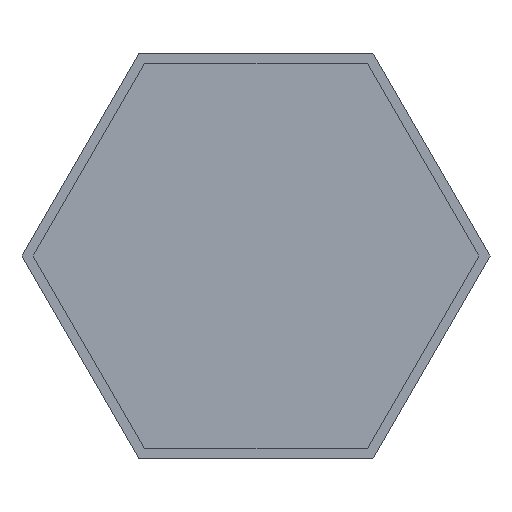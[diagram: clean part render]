
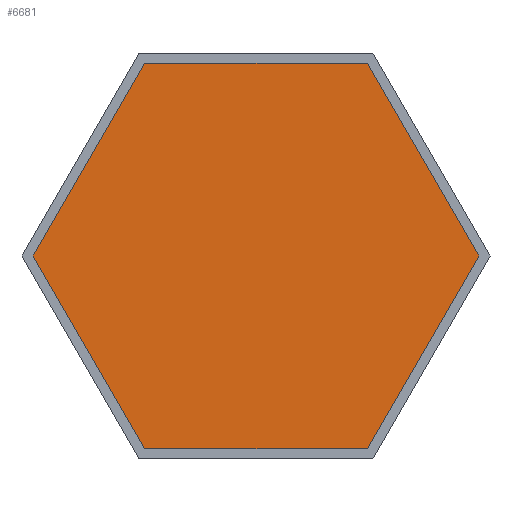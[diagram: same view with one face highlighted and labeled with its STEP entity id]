
A CAD part, front view. The second image highlights one B-rep face of the part: STEP entity #6681.
In plain terms, the highlighted free-form (B-spline) face has degree [1, 1] with [2, 2] control points.
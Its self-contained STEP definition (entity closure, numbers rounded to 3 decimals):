
#6539 = EDGE_CURVE('',#6540,#6542,#6544,.T.);
#6540 = VERTEX_POINT('',#6541);
#6541 = CARTESIAN_POINT('',(-400.12,0.,0.));
#6542 = VERTEX_POINT('',#6543);
#6543 = CARTESIAN_POINT('',(-200.06,0.,346.514));
#6544 = B_SPLINE_CURVE_WITH_KNOTS('',1,(#6545,#6546),.UNSPECIFIED.,.F.,
  .F.,(2,2),(0.,34.641),.PIECEWISE_BEZIER_KNOTS.);
#6545 = CARTESIAN_POINT('',(-400.12,0.,0.));
#6546 = CARTESIAN_POINT('',(-200.06,0.,346.514));
#6567 = EDGE_CURVE('',#6568,#6540,#6570,.T.);
#6568 = VERTEX_POINT('',#6569);
#6569 = CARTESIAN_POINT('',(-200.06,0.,-346.514));
#6570 = B_SPLINE_CURVE_WITH_KNOTS('',1,(#6571,#6572),.UNSPECIFIED.,.F.,
  .F.,(2,2),(0.,34.641),.PIECEWISE_BEZIER_KNOTS.);
#6571 = CARTESIAN_POINT('',(-200.06,0.,-346.514));
#6572 = CARTESIAN_POINT('',(-400.12,0.,0.));
#6589 = EDGE_CURVE('',#6590,#6568,#6592,.T.);
#6590 = VERTEX_POINT('',#6591);
#6591 = CARTESIAN_POINT('',(200.06,0.,-346.514));
#6592 = B_SPLINE_CURVE_WITH_KNOTS('',1,(#6593,#6594),.UNSPECIFIED.,.F.,
  .F.,(2,2),(0.,34.641),.PIECEWISE_BEZIER_KNOTS.);
#6593 = CARTESIAN_POINT('',(200.06,0.,-346.514));
#6594 = CARTESIAN_POINT('',(-200.06,0.,-346.514));
#6611 = EDGE_CURVE('',#6612,#6590,#6614,.T.);
#6612 = VERTEX_POINT('',#6613);
#6613 = CARTESIAN_POINT('',(400.12,0.,0.));
#6614 = B_SPLINE_CURVE_WITH_KNOTS('',1,(#6615,#6616),.UNSPECIFIED.,.F.,
  .F.,(2,2),(0.,34.641),.PIECEWISE_BEZIER_KNOTS.);
#6615 = CARTESIAN_POINT('',(400.12,0.,0.));
#6616 = CARTESIAN_POINT('',(200.06,0.,-346.514));
#6633 = EDGE_CURVE('',#6634,#6612,#6636,.T.);
#6634 = VERTEX_POINT('',#6635);
#6635 = CARTESIAN_POINT('',(200.06,0.,346.514));
#6636 = B_SPLINE_CURVE_WITH_KNOTS('',1,(#6637,#6638),.UNSPECIFIED.,.F.,
  .F.,(2,2),(0.,34.641),.PIECEWISE_BEZIER_KNOTS.);
#6637 = CARTESIAN_POINT('',(200.06,0.,346.514));
#6638 = CARTESIAN_POINT('',(400.12,0.,0.));
#6655 = EDGE_CURVE('',#6542,#6634,#6656,.T.);
#6656 = B_SPLINE_CURVE_WITH_KNOTS('',1,(#6657,#6658),.UNSPECIFIED.,.F.,
  .F.,(2,2),(0.,34.641),.PIECEWISE_BEZIER_KNOTS.);
#6657 = CARTESIAN_POINT('',(-200.06,0.,346.514));
#6658 = CARTESIAN_POINT('',(200.06,0.,346.514));
#6681 = ADVANCED_FACE('',(#6682),#6690,.T.);
#6682 = FACE_BOUND('',#6683,.T.);
#6683 = EDGE_LOOP('',(#6684,#6685,#6686,#6687,#6688,#6689));
#6684 = ORIENTED_EDGE('',*,*,#6655,.F.);
#6685 = ORIENTED_EDGE('',*,*,#6539,.F.);
#6686 = ORIENTED_EDGE('',*,*,#6567,.F.);
#6687 = ORIENTED_EDGE('',*,*,#6589,.F.);
#6688 = ORIENTED_EDGE('',*,*,#6611,.F.);
#6689 = ORIENTED_EDGE('',*,*,#6633,.F.);
#6690 = B_SPLINE_SURFACE_WITH_KNOTS('',1,1,(
    (#6691,#6692)
    ,(#6693,#6694
    )),.UNSPECIFIED.,.F.,.F.,.F.,(2,2),(2,2),(-34.642,
    34.642),(-30.001,30.001),.PIECEWISE_BEZIER_KNOTS.);
#6691 = CARTESIAN_POINT('',(400.132,0.,346.526));
#6692 = CARTESIAN_POINT('',(400.132,0.,-346.526));
#6693 = CARTESIAN_POINT('',(-400.132,0.,346.526));
#6694 = CARTESIAN_POINT('',(-400.132,0.,-346.526));
